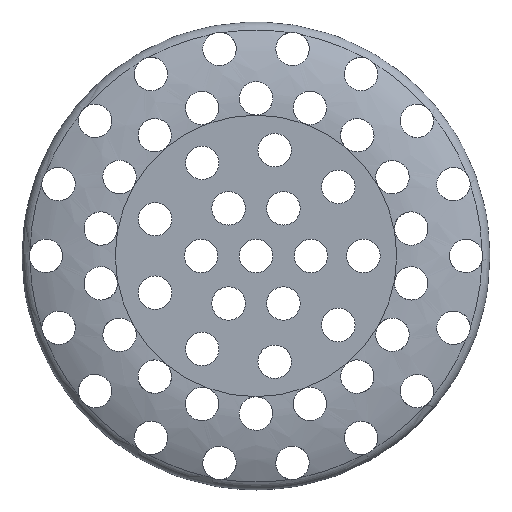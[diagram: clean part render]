
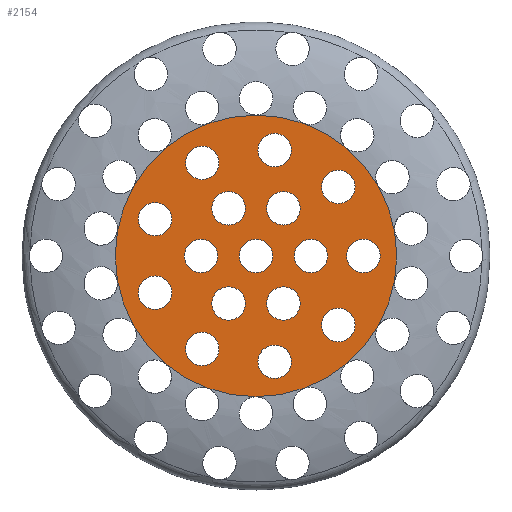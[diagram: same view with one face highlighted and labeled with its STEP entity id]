
A CAD part, top view. The second image highlights one B-rep face of the part: STEP entity #2154.
In plain terms, the highlighted planar face has unit normal (0, 0, 1).
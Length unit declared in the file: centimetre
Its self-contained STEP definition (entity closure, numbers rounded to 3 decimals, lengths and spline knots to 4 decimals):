
#21=PLANE('',#2326);
#73=FACE_BOUND('',#414,.T.);
#74=FACE_BOUND('',#415,.T.);
#75=FACE_BOUND('',#416,.T.);
#76=FACE_BOUND('',#417,.T.);
#77=FACE_BOUND('',#418,.T.);
#78=FACE_BOUND('',#419,.T.);
#79=FACE_BOUND('',#420,.T.);
#80=FACE_BOUND('',#421,.T.);
#81=FACE_BOUND('',#422,.T.);
#82=FACE_BOUND('',#423,.T.);
#83=FACE_BOUND('',#424,.T.);
#84=FACE_BOUND('',#425,.T.);
#85=FACE_BOUND('',#426,.T.);
#86=FACE_BOUND('',#427,.T.);
#87=FACE_BOUND('',#428,.T.);
#88=FACE_BOUND('',#429,.T.);
#126=CIRCLE('',#2200,29.4808);
#128=CIRCLE('',#2206,3.5);
#130=CIRCLE('',#2209,3.5);
#136=CIRCLE('',#2222,3.5);
#138=CIRCLE('',#2227,3.5);
#140=CIRCLE('',#2230,3.5);
#142=CIRCLE('',#2233,3.5);
#144=CIRCLE('',#2236,3.5);
#146=CIRCLE('',#2239,3.5);
#148=CIRCLE('',#2242,3.5);
#150=CIRCLE('',#2245,3.5);
#152=CIRCLE('',#2248,3.5);
#154=CIRCLE('',#2253,3.5);
#156=CIRCLE('',#2256,3.5);
#158=CIRCLE('',#2260,3.5);
#160=CIRCLE('',#2264,3.5);
#162=CIRCLE('',#2267,3.5);
#285=FACE_OUTER_BOUND('',#413,.T.);
#413=EDGE_LOOP('',(#2001));
#414=EDGE_LOOP('',(#2002));
#415=EDGE_LOOP('',(#2003));
#416=EDGE_LOOP('',(#2004));
#417=EDGE_LOOP('',(#2005));
#418=EDGE_LOOP('',(#2006));
#419=EDGE_LOOP('',(#2007));
#420=EDGE_LOOP('',(#2008));
#421=EDGE_LOOP('',(#2009));
#422=EDGE_LOOP('',(#2010));
#423=EDGE_LOOP('',(#2011));
#424=EDGE_LOOP('',(#2012));
#425=EDGE_LOOP('',(#2013));
#426=EDGE_LOOP('',(#2014));
#427=EDGE_LOOP('',(#2015));
#428=EDGE_LOOP('',(#2016));
#429=EDGE_LOOP('',(#2017));
#816=VERTEX_POINT('',#3908);
#862=VERTEX_POINT('',#5274);
#864=VERTEX_POINT('',#5280);
#876=VERTEX_POINT('',#5518);
#882=VERTEX_POINT('',#5636);
#884=VERTEX_POINT('',#5642);
#886=VERTEX_POINT('',#5648);
#888=VERTEX_POINT('',#5654);
#890=VERTEX_POINT('',#5660);
#892=VERTEX_POINT('',#5666);
#894=VERTEX_POINT('',#5672);
#896=VERTEX_POINT('',#5678);
#902=VERTEX_POINT('',#5792);
#904=VERTEX_POINT('',#5798);
#908=VERTEX_POINT('',#5860);
#912=VERTEX_POINT('',#5922);
#914=VERTEX_POINT('',#5928);
#1076=EDGE_CURVE('',#816,#816,#126,.T.);
#1136=EDGE_CURVE('',#862,#862,#128,.T.);
#1139=EDGE_CURVE('',#864,#864,#130,.T.);
#1160=EDGE_CURVE('',#876,#876,#136,.T.);
#1169=EDGE_CURVE('',#882,#882,#138,.T.);
#1172=EDGE_CURVE('',#884,#884,#140,.T.);
#1175=EDGE_CURVE('',#886,#886,#142,.T.);
#1178=EDGE_CURVE('',#888,#888,#144,.T.);
#1181=EDGE_CURVE('',#890,#890,#146,.T.);
#1184=EDGE_CURVE('',#892,#892,#148,.T.);
#1187=EDGE_CURVE('',#894,#894,#150,.T.);
#1190=EDGE_CURVE('',#896,#896,#152,.T.);
#1199=EDGE_CURVE('',#902,#902,#154,.T.);
#1202=EDGE_CURVE('',#904,#904,#156,.T.);
#1208=EDGE_CURVE('',#908,#908,#158,.T.);
#1214=EDGE_CURVE('',#912,#912,#160,.T.);
#1217=EDGE_CURVE('',#914,#914,#162,.T.);
#2001=ORIENTED_EDGE('',*,*,#1076,.F.);
#2002=ORIENTED_EDGE('',*,*,#1136,.T.);
#2003=ORIENTED_EDGE('',*,*,#1139,.T.);
#2004=ORIENTED_EDGE('',*,*,#1160,.T.);
#2005=ORIENTED_EDGE('',*,*,#1169,.T.);
#2006=ORIENTED_EDGE('',*,*,#1172,.T.);
#2007=ORIENTED_EDGE('',*,*,#1175,.T.);
#2008=ORIENTED_EDGE('',*,*,#1178,.T.);
#2009=ORIENTED_EDGE('',*,*,#1181,.T.);
#2010=ORIENTED_EDGE('',*,*,#1184,.T.);
#2011=ORIENTED_EDGE('',*,*,#1187,.T.);
#2012=ORIENTED_EDGE('',*,*,#1190,.T.);
#2013=ORIENTED_EDGE('',*,*,#1199,.T.);
#2014=ORIENTED_EDGE('',*,*,#1202,.T.);
#2015=ORIENTED_EDGE('',*,*,#1208,.T.);
#2016=ORIENTED_EDGE('',*,*,#1214,.T.);
#2017=ORIENTED_EDGE('',*,*,#1217,.T.);
#2154=ADVANCED_FACE('',(#285,#73,#74,#75,#76,#77,#78,#79,#80,#81,#82,#83,
#84,#85,#86,#87,#88),#21,.T.);
#2200=AXIS2_PLACEMENT_3D('',#3912,#2422,#2423);
#2206=AXIS2_PLACEMENT_3D('',#5276,#2438,#2439);
#2209=AXIS2_PLACEMENT_3D('',#5282,#2445,#2446);
#2222=AXIS2_PLACEMENT_3D('',#5520,#2476,#2477);
#2227=AXIS2_PLACEMENT_3D('',#5638,#2489,#2490);
#2230=AXIS2_PLACEMENT_3D('',#5644,#2496,#2497);
#2233=AXIS2_PLACEMENT_3D('',#5650,#2503,#2504);
#2236=AXIS2_PLACEMENT_3D('',#5656,#2510,#2511);
#2239=AXIS2_PLACEMENT_3D('',#5662,#2517,#2518);
#2242=AXIS2_PLACEMENT_3D('',#5668,#2524,#2525);
#2245=AXIS2_PLACEMENT_3D('',#5674,#2531,#2532);
#2248=AXIS2_PLACEMENT_3D('',#5680,#2538,#2539);
#2253=AXIS2_PLACEMENT_3D('',#5794,#2551,#2552);
#2256=AXIS2_PLACEMENT_3D('',#5800,#2558,#2559);
#2260=AXIS2_PLACEMENT_3D('',#5862,#2568,#2569);
#2264=AXIS2_PLACEMENT_3D('',#5924,#2578,#2579);
#2267=AXIS2_PLACEMENT_3D('',#5930,#2585,#2586);
#2326=AXIS2_PLACEMENT_3D('',#6985,#2721,#2722);
#2422=DIRECTION('center_axis',(0.,0.,-1.));
#2423=DIRECTION('ref_axis',(-1.,0.,0.));
#2438=DIRECTION('center_axis',(0.,0.,-1.));
#2439=DIRECTION('ref_axis',(0.,-1.,0.));
#2445=DIRECTION('center_axis',(0.,0.,-1.));
#2446=DIRECTION('ref_axis',(0.,1.,0.));
#2476=DIRECTION('center_axis',(0.,0.,-1.));
#2477=DIRECTION('ref_axis',(0.,-1.,0.));
#2489=DIRECTION('center_axis',(0.,0.,-1.));
#2490=DIRECTION('ref_axis',(1.,0.,0.));
#2496=DIRECTION('center_axis',(0.,0.,-1.));
#2497=DIRECTION('ref_axis',(0.,-1.,0.));
#2503=DIRECTION('center_axis',(0.,0.,-1.));
#2504=DIRECTION('ref_axis',(1.,0.,0.));
#2510=DIRECTION('center_axis',(0.,0.,-1.));
#2511=DIRECTION('ref_axis',(1.,0.,0.));
#2517=DIRECTION('center_axis',(0.,0.,-1.));
#2518=DIRECTION('ref_axis',(0.,1.,0.));
#2524=DIRECTION('center_axis',(0.,0.,-1.));
#2525=DIRECTION('ref_axis',(0.,-1.,0.));
#2531=DIRECTION('center_axis',(0.,0.,-1.));
#2532=DIRECTION('ref_axis',(1.,0.,0.));
#2538=DIRECTION('center_axis',(0.,0.,-1.));
#2539=DIRECTION('ref_axis',(0.,1.,0.));
#2551=DIRECTION('center_axis',(0.,0.,-1.));
#2552=DIRECTION('ref_axis',(0.,1.,0.));
#2558=DIRECTION('center_axis',(0.,0.,-1.));
#2559=DIRECTION('ref_axis',(0.,-1.,0.));
#2568=DIRECTION('center_axis',(0.,0.,-1.));
#2569=DIRECTION('ref_axis',(0.,-1.,0.));
#2578=DIRECTION('center_axis',(0.,0.,-1.));
#2579=DIRECTION('ref_axis',(1.,0.,0.));
#2585=DIRECTION('center_axis',(0.,0.,-1.));
#2586=DIRECTION('ref_axis',(0.,-1.,0.));
#2721=DIRECTION('center_axis',(0.,0.,1.));
#2722=DIRECTION('ref_axis',(0.,-1.,0.));
#3908=CARTESIAN_POINT('',(355.9117,181.9788,-24.0218));
#3912=CARTESIAN_POINT('Origin',(355.9117,211.4596,-24.0218));
#5274=CARTESIAN_POINT('',(344.6617,234.4451,-24.0218));
#5276=CARTESIAN_POINT('Origin',(344.6617,230.9451,-24.0218));
#5280=CARTESIAN_POINT('',(350.1617,198.0003,-24.0218));
#5282=CARTESIAN_POINT('Origin',(350.1617,201.5003,-24.0218));
#5518=CARTESIAN_POINT('',(334.7686,222.655,-24.0218));
#5520=CARTESIAN_POINT('Origin',(334.7686,219.155,-24.0218));
#5636=CARTESIAN_POINT('',(363.9117,211.4596,-24.0218));
#5638=CARTESIAN_POINT('Origin',(367.4117,211.4596,-24.0218));
#5642=CARTESIAN_POINT('',(344.4117,214.9596,-24.0218));
#5644=CARTESIAN_POINT('Origin',(344.4117,211.4596,-24.0218));
#5648=CARTESIAN_POINT('',(356.3188,233.6177,-24.0218));
#5650=CARTESIAN_POINT('Origin',(359.8188,233.6177,-24.0218));
#5654=CARTESIAN_POINT('',(346.6617,221.4189,-24.0218));
#5656=CARTESIAN_POINT('Origin',(350.1617,221.4189,-24.0218));
#5660=CARTESIAN_POINT('',(361.6617,198.0003,-24.0218));
#5662=CARTESIAN_POINT('Origin',(361.6617,201.5003,-24.0218));
#5666=CARTESIAN_POINT('',(378.4117,214.9596,-24.0218));
#5668=CARTESIAN_POINT('Origin',(378.4117,211.4596,-24.0218));
#5672=CARTESIAN_POINT('',(341.1617,191.974,-24.0218));
#5674=CARTESIAN_POINT('Origin',(344.6617,191.974,-24.0218));
#5678=CARTESIAN_POINT('',(334.7686,200.2641,-24.0218));
#5680=CARTESIAN_POINT('Origin',(334.7686,203.7641,-24.0218));
#5792=CARTESIAN_POINT('',(361.6617,217.9189,-24.0218));
#5794=CARTESIAN_POINT('Origin',(361.6617,221.4189,-24.0218));
#5798=CARTESIAN_POINT('',(373.1477,200.4968,-24.0218));
#5800=CARTESIAN_POINT('Origin',(373.1477,196.9968,-24.0218));
#5860=CARTESIAN_POINT('',(373.1477,229.4223,-24.0218));
#5862=CARTESIAN_POINT('Origin',(373.1477,225.9223,-24.0218));
#5922=CARTESIAN_POINT('',(356.3188,189.3014,-24.0218));
#5924=CARTESIAN_POINT('Origin',(359.8188,189.3014,-24.0218));
#5928=CARTESIAN_POINT('',(355.9117,214.9596,-24.0218));
#5930=CARTESIAN_POINT('Origin',(355.9117,211.4596,-24.0218));
#6985=CARTESIAN_POINT('Origin',(341.1713,211.4596,-24.0218));
